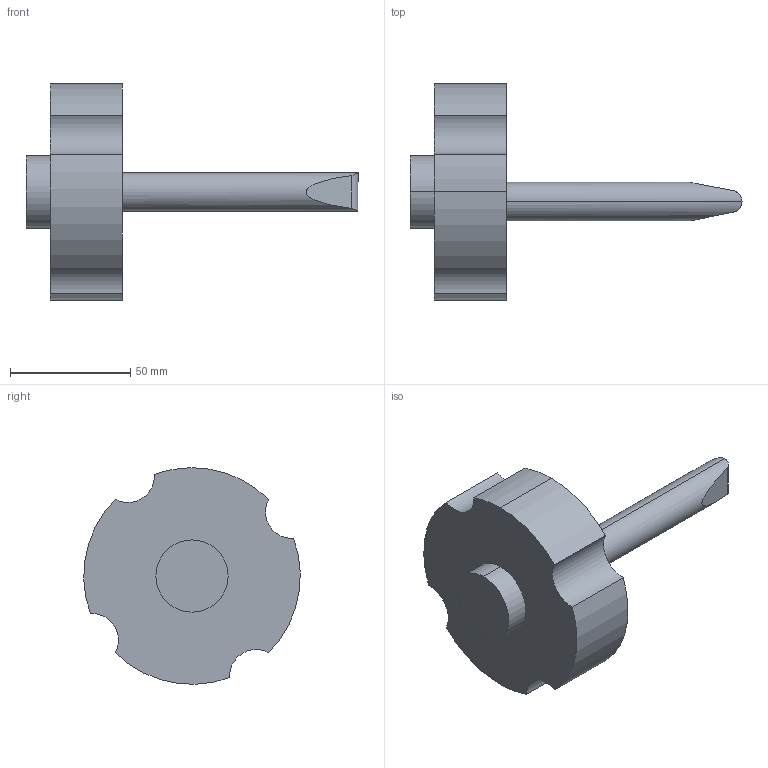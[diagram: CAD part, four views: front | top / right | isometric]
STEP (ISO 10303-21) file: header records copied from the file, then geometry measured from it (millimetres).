
FILE_DESCRIPTION (( 'STEP AP203' ), '1' );
FILE_NAME ('Part3_Link5_Default_sldprt.STEP', '2025-09-14T17:42:46', ( '' ), ( '' ), 'SwSTEP 2.0', 'SolidWorks 2018', '' );
FILE_SCHEMA (( 'CONFIG_CONTROL_DESIGN' ));
Length unit declared in the file: millimetre
Products named in the file (1): Part3_Link5_Default_sldprt
Bounding box: 137.93 x 89.97 x 89.98 mm (x, y, z)
Volume: 205984.6 mm3; surface area: 26646.6 mm2
Topology: 1 solids, 1 shells, 22 faces, 52 edges, 34 vertices
Faces by surface type: cylinder 17, plane 5
Entity records: 771 total; most frequent: CARTESIAN_POINT 169, DIRECTION 120, ORIENTED_EDGE 104, EDGE_CURVE 52, AXIS2_PLACEMENT_3D 51, VERTEX_POINT 34, CIRCLE 28, EDGE_LOOP 24
